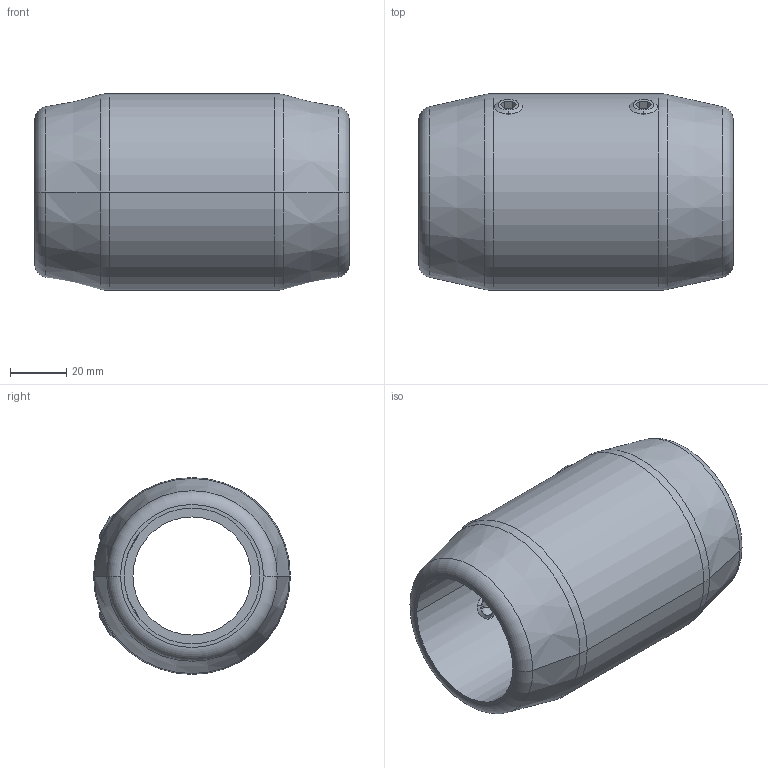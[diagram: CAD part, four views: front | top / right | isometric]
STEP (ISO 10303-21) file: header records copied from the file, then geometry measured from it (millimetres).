
FILE_DESCRIPTION((''),'2;1');
FILE_NAME('VERBINDUNGSMUFFE_CS-480_ASM','2010-10-14T',('M.Fehring'),(''),'PRO/ENGINEER BY PARAMETRIC TECHNOLOGY CORPORATION, 2005070','PRO/ENGINEER BY PARAMETRIC TECHNOLOGY CORPORATION, 2005070','');
FILE_SCHEMA(('AUTOMOTIVE_DESIGN_CC2 { 1 2 10303 214 -1 1 5 2 }'));
Length unit declared in the file: millimetre
Products named in the file (3): VERBINDUNGSMUFFE_CS-480; 9263054000; VERBINDUNGSMUFFE_CS-480_ASM
Assembly tree (5 placements, depth 2):
  VERBINDUNGSMUFFE_CS-480_ASM
    VERBINDUNGSMUFFE_CS-480
    9263054000  x4
Bounding box: 112 x 70 x 70 mm (x, y, z)
Volume: 198000.1 mm3; surface area: 46160.3 mm2
Topology: 5 solids, 5 shells, 108 faces, 248 edges, 152 vertices
Faces by surface type: plane 40, cone 36, cylinder 24, torus 8
Entity records: 2288 total; most frequent: CARTESIAN_POINT 544, DIRECTION 300, ORIENTED_EDGE 264, EDGE_CURVE 132, AXIS2_PLACEMENT_3D 127, PRESENTATION_STYLE_ASSIGNMENT 97, STYLED_ITEM 97, CURVE_STYLE 96
